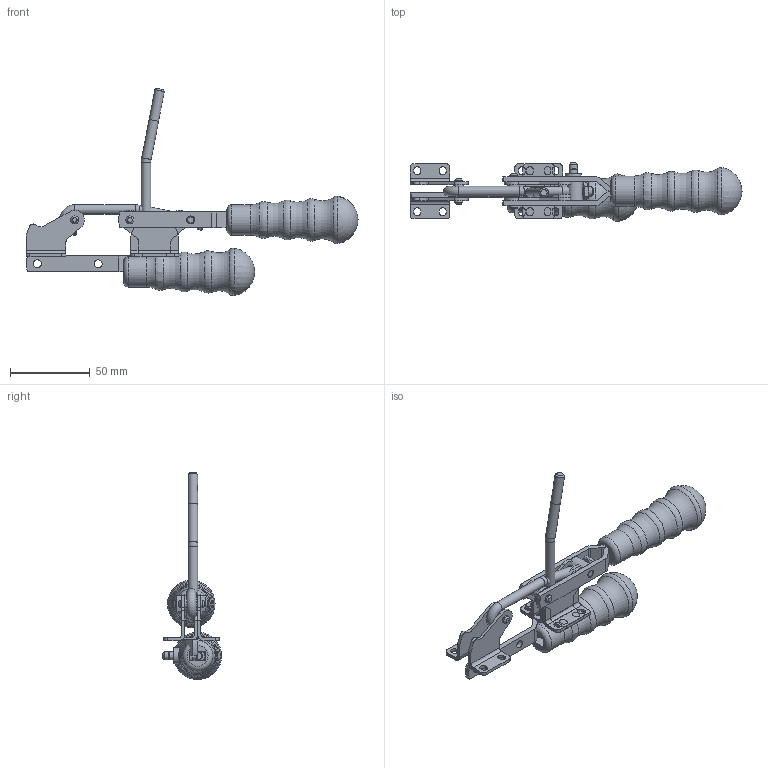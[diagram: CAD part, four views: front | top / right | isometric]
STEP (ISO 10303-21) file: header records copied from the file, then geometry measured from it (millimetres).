
FILE_DESCRIPTION( ( 'Unknown' ), '1' );
FILE_NAME( '415_UPINKA.stp', 'Unknown', ( 'Unknown' ), ( 'Unknown' ), 'PSStep 14.0', 'Unknown', ' ' );
FILE_SCHEMA( ( 'AUTOMOTIVE_DESIGN { 1 0 10303 214 1 1 1 1 }' ) );
Length unit declared in the file: millimetre
Products named in the file (14): Assem1; 415001-M_TELO; 415001_TELO L-oa1; 415002_TELO P-oa2; 415007_NYT 6x16; 415001_TELO L; 415008_MATICE; 415004_UPINACI PAKA; 415004_UPINACI PAKA-oa0; 415002_TELO P; 415005_NYT 6x22; 415003_HAK; 800004_MATICE M6_DIN4398; 940002_RUKOJET 10x6
Bounding box: 207.71 x 36.85 x 129.68 mm (x, y, z)
Volume: 96691.4 mm3; surface area: 57477 mm2
Topology: 27 solids, 27 shells, 501 faces, 1276 edges, 843 vertices
Faces by surface type: plane 232, cylinder 201, cone 38, torus 26, bspline 2, sphere 2
Full cylindrical faces by diameter (mm): 4.917 x8, 4.95 x14, 5 x18, 6 x13, 10 x2, 18.996 x2
Entity records: 8253 total; most frequent: CARTESIAN_POINT 1230, DIRECTION 1116, ORIENTED_EDGE 946, EDGE_CURVE 473, AXIS2_PLACEMENT_3D 429, VERTEX_POINT 343, EDGE_LOOP 320, FACE_OUTER_BOUND 259
